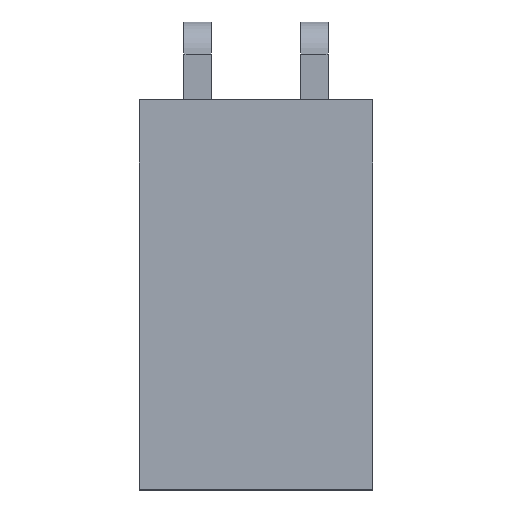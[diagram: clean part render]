
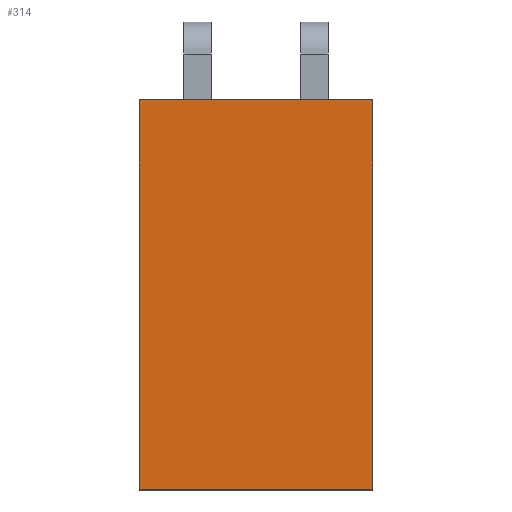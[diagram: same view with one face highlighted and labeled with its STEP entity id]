
A CAD part, top view. The second image highlights one B-rep face of the part: STEP entity #314.
In plain terms, the highlighted planar face has unit normal (0, 0, 1).
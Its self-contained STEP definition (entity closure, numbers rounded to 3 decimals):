
#314=ADVANCED_FACE('',(#1398),#1400,.T.);
#1398=FACE_BOUND('',#1399,.T.);
#1399=EDGE_LOOP('',(#2265,#2266,#2267,#2268));
#1400=PLANE('',#1401);
#1401=AXIS2_PLACEMENT_3D('',#1402,#1403,#1404);
#1402=CARTESIAN_POINT('',(1.27,-1.5,2.54));
#1403=DIRECTION('',(0.,0.,1.));
#1404=DIRECTION('',(-1.,0.,0.));
#2265=ORIENTED_EDGE('',*,*,#2833,.T.);
#2266=ORIENTED_EDGE('',*,*,#2883,.F.);
#2267=ORIENTED_EDGE('',*,*,#2840,.F.);
#2268=ORIENTED_EDGE('',*,*,#2892,.T.);
#2833=EDGE_CURVE('',#3229,#3227,#3230,.T.);
#2840=EDGE_CURVE('',#3239,#3241,#3242,.T.);
#2883=EDGE_CURVE('',#3241,#3227,#3315,.T.);
#2892=EDGE_CURVE('',#3239,#3229,#3332,.T.);
#3227=VERTEX_POINT('',#3929);
#3229=VERTEX_POINT('',#3933);
#3230=LINE('',#3934,#3935);
#3239=VERTEX_POINT('',#3955);
#3241=VERTEX_POINT('',#3959);
#3242=LINE('',#3960,#3961);
#3315=LINE('',#4123,#4124);
#3332=LINE('',#4158,#4159);
#3929=CARTESIAN_POINT('',(-1.27,-10.,2.54));
#3933=CARTESIAN_POINT('',(-1.27,-1.5,2.54));
#3934=CARTESIAN_POINT('',(-1.27,-1.5,2.54));
#3935=VECTOR('',#3936,1.);
#3936=DIRECTION('',(0.,-1.,0.));
#3955=CARTESIAN_POINT('',(3.81,-1.5,2.54));
#3959=CARTESIAN_POINT('',(3.81,-10.,2.54));
#3960=CARTESIAN_POINT('',(3.81,-1.5,2.54));
#3961=VECTOR('',#3962,1.);
#3962=DIRECTION('',(0.,-1.,0.));
#4123=CARTESIAN_POINT('',(3.81,-10.,2.54));
#4124=VECTOR('',#4125,1.);
#4125=DIRECTION('',(-1.,0.,0.));
#4158=CARTESIAN_POINT('',(3.81,-1.5,2.54));
#4159=VECTOR('',#4160,1.);
#4160=DIRECTION('',(-1.,0.,0.));
